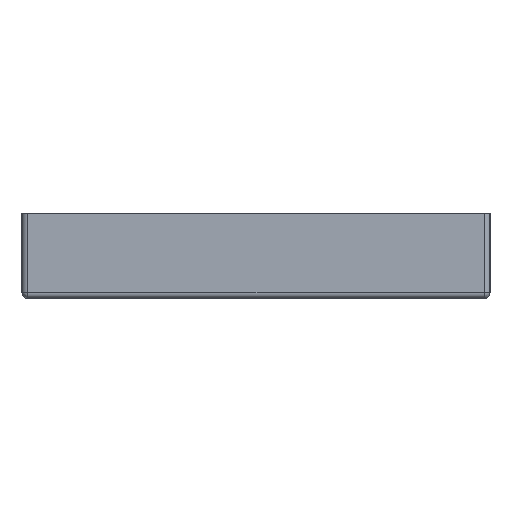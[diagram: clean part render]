
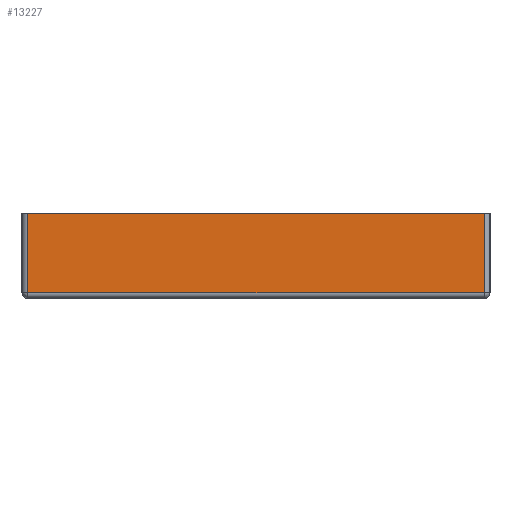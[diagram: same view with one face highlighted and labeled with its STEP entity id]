
A CAD part, left-side view. The second image highlights one B-rep face of the part: STEP entity #13227.
In plain terms, the highlighted planar face has unit normal (-1, 0, 0).
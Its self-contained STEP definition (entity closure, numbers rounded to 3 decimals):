
#12775=CARTESIAN_POINT('',(33.43,-22.375,30.62));
#12776=VERTEX_POINT('',#12775);
#12777=CARTESIAN_POINT('',(33.43,-178.33,30.62));
#12778=VERTEX_POINT('',#12777);
#12779=CARTESIAN_POINT('',(33.43,-22.375,30.62));
#12780=DIRECTION('',(-0.,-1.,-0.));
#12781=VECTOR('',#12780,155.955);
#12782=LINE('',#12779,#12781);
#12783=EDGE_CURVE('',#12776,#12778,#12782,.T.);
#13197=CARTESIAN_POINT('',(33.43,-176.33,4.6));
#13198=DIRECTION('',(-1.,0.,0.));
#13199=DIRECTION('',(-0.,-1.,0.));
#13200=AXIS2_PLACEMENT_3D('',#13197,#13198,#13199);
#13201=PLANE('',#13200);
#13202=CARTESIAN_POINT('',(33.43,-22.375,3.6));
#13203=VERTEX_POINT('',#13202);
#13204=CARTESIAN_POINT('',(33.43,-178.33,3.6));
#13205=VERTEX_POINT('',#13204);
#13206=CARTESIAN_POINT('',(33.43,-22.375,3.6));
#13207=DIRECTION('',(-0.,-1.,-0.));
#13208=VECTOR('',#13207,155.955);
#13209=LINE('',#13206,#13208);
#13210=EDGE_CURVE('',#13203,#13205,#13209,.T.);
#13211=ORIENTED_EDGE('',*,*,#13210,.T.);
#13212=CARTESIAN_POINT('',(33.43,-178.33,3.6));
#13213=DIRECTION('',(-0.,-0.,1.));
#13214=VECTOR('',#13213,27.02);
#13215=LINE('',#13212,#13214);
#13216=EDGE_CURVE('',#13205,#12778,#13215,.T.);
#13217=ORIENTED_EDGE('',*,*,#13216,.T.);
#13218=ORIENTED_EDGE('',*,*,#12783,.F.);
#13219=CARTESIAN_POINT('',(33.43,-22.375,30.62));
#13220=DIRECTION('',(0.,0.,-1.));
#13221=VECTOR('',#13220,27.02);
#13222=LINE('',#13219,#13221);
#13223=EDGE_CURVE('',#12776,#13203,#13222,.T.);
#13224=ORIENTED_EDGE('',*,*,#13223,.T.);
#13225=EDGE_LOOP('',(#13211,#13217,#13218,#13224));
#13226=FACE_BOUND('',#13225,.T.);
#13227=ADVANCED_FACE('',(#13226),#13201,.T.);
